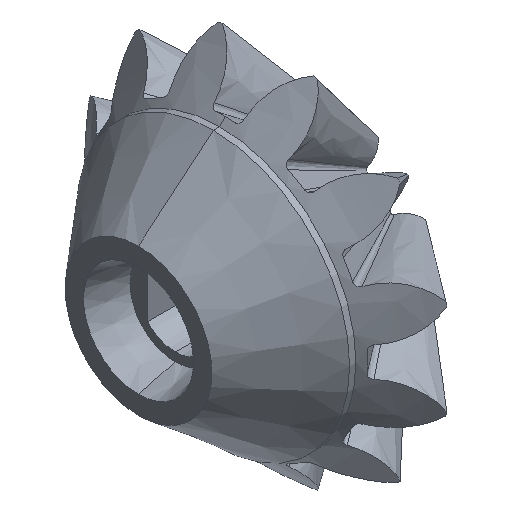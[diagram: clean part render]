
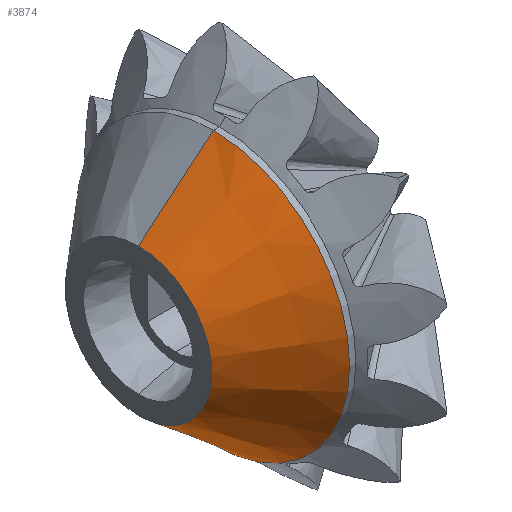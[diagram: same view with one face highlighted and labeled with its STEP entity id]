
A CAD part, isometric view. The second image highlights one B-rep face of the part: STEP entity #3874.
In plain terms, the highlighted conical face has half-angle 40 degrees and reference radius 4 mm.
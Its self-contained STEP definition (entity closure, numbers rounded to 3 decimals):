
#99 = CARTESIAN_POINT ( 'NONE',  ( -4.424, 0., 0. ) ) ;
#217 = LINE ( 'NONE', #2095, #2620 ) ;
#254 = DIRECTION ( 'NONE',  ( 0.766, 0., -0.643 ) ) ;
#617 = VERTEX_POINT ( 'NONE', #3815 ) ;
#645 = VERTEX_POINT ( 'NONE', #2298 ) ;
#751 = DIRECTION ( 'NONE',  ( 1., 0., 0. ) ) ;
#780 = CARTESIAN_POINT ( 'NONE',  ( -4.424, 0., 4. ) ) ;
#807 = CIRCLE ( 'NONE', #3137, 4. ) ;
#832 = ORIENTED_EDGE ( 'NONE', *, *, #3261, .F. ) ;
#896 = CARTESIAN_POINT ( 'NONE',  ( -4.424, 0., 4. ) ) ;
#1092 = EDGE_CURVE ( 'NONE', #617, #1814, #807, .T. ) ;
#1488 = EDGE_LOOP ( 'NONE', ( #3359, #3938, #3459, #832 ) ) ;
#1682 = CARTESIAN_POINT ( 'NONE',  ( -4.424, 0., 0. ) ) ;
#1685 = CARTESIAN_POINT ( 'NONE',  ( -0.344, 0., 0. ) ) ;
#1814 = VERTEX_POINT ( 'NONE', #896 ) ;
#1966 = EDGE_CURVE ( 'NONE', #3591, #645, #2134, .T. ) ;
#2095 = CARTESIAN_POINT ( 'NONE',  ( -4.424, 0., -4. ) ) ;
#2134 = CIRCLE ( 'NONE', #3069, 7.424 ) ;
#2298 = CARTESIAN_POINT ( 'NONE',  ( -0.344, 0., 7.424 ) ) ;
#2620 = VECTOR ( 'NONE', #254, 1000. ) ;
#2691 = DIRECTION ( 'NONE',  ( -1., 0., 0. ) ) ;
#2970 = DIRECTION ( 'NONE',  ( 0., 0., -1. ) ) ;
#2978 = LINE ( 'NONE', #780, #4073 ) ;
#2998 = AXIS2_PLACEMENT_3D ( 'NONE', #99, #751, #3633 ) ;
#3069 = AXIS2_PLACEMENT_3D ( 'NONE', #1685, #3612, #2970 ) ;
#3137 = AXIS2_PLACEMENT_3D ( 'NONE', #1682, #2691, #3341 ) ;
#3261 = EDGE_CURVE ( 'NONE', #1814, #645, #2978, .T. ) ;
#3262 = CARTESIAN_POINT ( 'NONE',  ( -0.344, 0., -7.424 ) ) ;
#3322 = FACE_OUTER_BOUND ( 'NONE', #1488, .T. ) ;
#3330 = EDGE_CURVE ( 'NONE', #617, #3591, #217, .T. ) ;
#3341 = DIRECTION ( 'NONE',  ( 0., 0., 1. ) ) ;
#3359 = ORIENTED_EDGE ( 'NONE', *, *, #1092, .F. ) ;
#3459 = ORIENTED_EDGE ( 'NONE', *, *, #1966, .T. ) ;
#3591 = VERTEX_POINT ( 'NONE', #3262 ) ;
#3612 = DIRECTION ( 'NONE',  ( -1., 0., 0. ) ) ;
#3633 = DIRECTION ( 'NONE',  ( 0., 0., 1. ) ) ;
#3815 = CARTESIAN_POINT ( 'NONE',  ( -4.424, 0., -4. ) ) ;
#3857 = CONICAL_SURFACE ( 'NONE', #2998, 4., 0.698 ) ;
#3874 = ADVANCED_FACE ( 'NONE', ( #3322 ), #3857, .T. ) ;
#3907 = DIRECTION ( 'NONE',  ( 0.766, 0., 0.643 ) ) ;
#3938 = ORIENTED_EDGE ( 'NONE', *, *, #3330, .T. ) ;
#4073 = VECTOR ( 'NONE', #3907, 1000. ) ;
